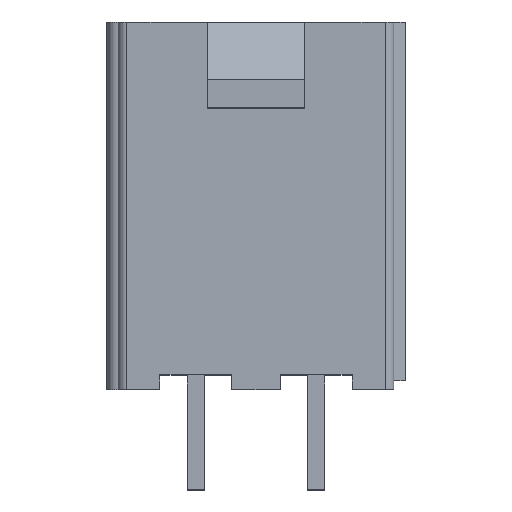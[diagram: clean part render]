
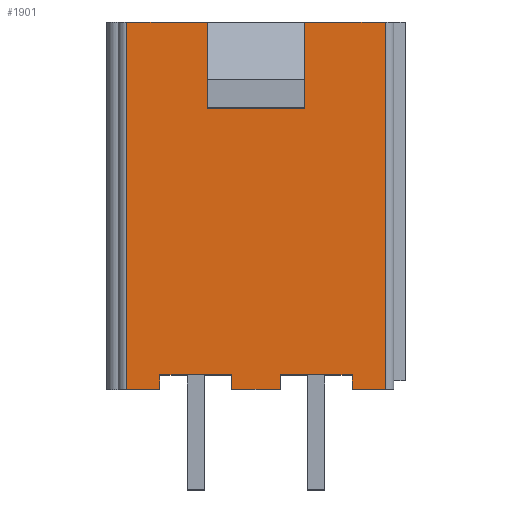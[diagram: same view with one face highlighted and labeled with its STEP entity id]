
A CAD part, top view. The second image highlights one B-rep face of the part: STEP entity #1901.
In plain terms, the highlighted planar face has unit normal (0, 0, 1).
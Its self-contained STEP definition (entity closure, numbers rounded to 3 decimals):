
#62=DIRECTION('',(0.,-1.,0.));
#63=VECTOR('',#62,12.8);
#64=CARTESIAN_POINT('',(4.5,12.8,4.8));
#65=LINE('',#64,#63);
#99=DIRECTION('',(-1.,0.,0.));
#100=VECTOR('',#99,1.15);
#101=CARTESIAN_POINT('',(4.5,0.,4.8));
#102=LINE('',#101,#100);
#103=DIRECTION('',(0.,1.,0.));
#104=VECTOR('',#103,0.5);
#105=CARTESIAN_POINT('',(3.35,0.,4.8));
#106=LINE('',#105,#104);
#107=DIRECTION('',(1.,0.,0.));
#108=VECTOR('',#107,2.5);
#109=CARTESIAN_POINT('',(0.85,0.5,4.8));
#110=LINE('',#109,#108);
#111=DIRECTION('',(0.,1.,0.));
#112=VECTOR('',#111,0.5);
#113=CARTESIAN_POINT('',(0.85,0.,4.8));
#114=LINE('',#113,#112);
#115=DIRECTION('',(-1.,0.,0.));
#116=VECTOR('',#115,1.7);
#117=CARTESIAN_POINT('',(0.85,0.,4.8));
#118=LINE('',#117,#116);
#119=DIRECTION('',(0.,1.,0.));
#120=VECTOR('',#119,0.5);
#121=CARTESIAN_POINT('',(-0.85,0.,4.8));
#122=LINE('',#121,#120);
#123=DIRECTION('',(1.,0.,0.));
#124=VECTOR('',#123,2.5);
#125=CARTESIAN_POINT('',(-3.35,0.5,4.8));
#126=LINE('',#125,#124);
#127=DIRECTION('',(0.,1.,0.));
#128=VECTOR('',#127,0.5);
#129=CARTESIAN_POINT('',(-3.35,0.,4.8));
#130=LINE('',#129,#128);
#131=DIRECTION('',(-1.,0.,0.));
#132=VECTOR('',#131,1.15);
#133=CARTESIAN_POINT('',(-3.35,0.,4.8));
#134=LINE('',#133,#132);
#135=DIRECTION('',(0.,-1.,0.));
#136=VECTOR('',#135,3.);
#137=CARTESIAN_POINT('',(-1.7,12.8,4.8));
#138=LINE('',#137,#136);
#139=DIRECTION('',(-1.,0.,0.));
#140=VECTOR('',#139,3.4);
#141=CARTESIAN_POINT('',(1.7,9.8,4.8));
#142=LINE('',#141,#140);
#143=DIRECTION('',(0.,-1.,0.));
#144=VECTOR('',#143,3.);
#145=CARTESIAN_POINT('',(1.7,12.8,4.8));
#146=LINE('',#145,#144);
#557=DIRECTION('',(-1.,0.,0.));
#558=VECTOR('',#557,2.8);
#559=CARTESIAN_POINT('',(4.5,12.8,4.8));
#560=LINE('',#559,#558);
#565=DIRECTION('',(-1.,0.,0.));
#566=VECTOR('',#565,2.8);
#567=CARTESIAN_POINT('',(-1.7,12.8,4.8));
#568=LINE('',#567,#566);
#1191=DIRECTION('',(0.,1.,0.));
#1192=VECTOR('',#1191,12.8);
#1193=CARTESIAN_POINT('',(-4.5,0.,4.8));
#1194=LINE('',#1193,#1192);
#1319=CARTESIAN_POINT('',(1.7,12.8,4.8));
#1320=CARTESIAN_POINT('',(1.7,9.8,4.8));
#1321=VERTEX_POINT('',#1319);
#1322=VERTEX_POINT('',#1320);
#1323=CARTESIAN_POINT('',(-1.7,12.8,4.8));
#1324=CARTESIAN_POINT('',(-1.7,9.8,4.8));
#1325=VERTEX_POINT('',#1323);
#1326=VERTEX_POINT('',#1324);
#1368=CARTESIAN_POINT('',(-0.85,0.,4.8));
#1370=VERTEX_POINT('',#1368);
#1372=CARTESIAN_POINT('',(-3.35,0.,4.8));
#1374=VERTEX_POINT('',#1372);
#1375=CARTESIAN_POINT('',(-0.85,0.5,4.8));
#1376=VERTEX_POINT('',#1375);
#1377=CARTESIAN_POINT('',(-3.35,0.5,4.8));
#1378=VERTEX_POINT('',#1377);
#1388=CARTESIAN_POINT('',(3.35,0.,4.8));
#1390=VERTEX_POINT('',#1388);
#1392=CARTESIAN_POINT('',(0.85,0.,4.8));
#1394=VERTEX_POINT('',#1392);
#1395=CARTESIAN_POINT('',(3.35,0.5,4.8));
#1396=VERTEX_POINT('',#1395);
#1397=CARTESIAN_POINT('',(0.85,0.5,4.8));
#1398=VERTEX_POINT('',#1397);
#1697=CARTESIAN_POINT('',(4.5,0.,4.8));
#1698=VERTEX_POINT('',#1697);
#1699=CARTESIAN_POINT('',(4.5,12.8,4.8));
#1700=VERTEX_POINT('',#1699);
#1713=CARTESIAN_POINT('',(-4.5,12.8,4.8));
#1714=VERTEX_POINT('',#1713);
#1715=CARTESIAN_POINT('',(-4.5,0.,4.8));
#1716=VERTEX_POINT('',#1715);
#1867=CARTESIAN_POINT('',(4.8,0.,4.8));
#1868=DIRECTION('',(0.,0.,1.));
#1869=DIRECTION('',(0.,1.,0.));
#1870=AXIS2_PLACEMENT_3D('',#1867,#1868,#1869);
#1871=PLANE('',#1870);
#1872=ORIENTED_EDGE('',*,*,#1779,.T.);
#1873=ORIENTED_EDGE('',*,*,#1813,.T.);
#1875=ORIENTED_EDGE('',*,*,#1874,.T.);
#1877=ORIENTED_EDGE('',*,*,#1876,.F.);
#1878=ORIENTED_EDGE('',*,*,#1842,.F.);
#1879=ORIENTED_EDGE('',*,*,#1797,.T.);
#1881=ORIENTED_EDGE('',*,*,#1880,.T.);
#1883=ORIENTED_EDGE('',*,*,#1882,.F.);
#1885=ORIENTED_EDGE('',*,*,#1884,.F.);
#1886=ORIENTED_EDGE('',*,*,#1825,.T.);
#1888=ORIENTED_EDGE('',*,*,#1887,.T.);
#1890=ORIENTED_EDGE('',*,*,#1889,.F.);
#1892=ORIENTED_EDGE('',*,*,#1891,.T.);
#1894=ORIENTED_EDGE('',*,*,#1893,.F.);
#1896=ORIENTED_EDGE('',*,*,#1895,.F.);
#1898=ORIENTED_EDGE('',*,*,#1897,.F.);
#1899=EDGE_LOOP('',(#1872,#1873,#1875,#1877,#1878,#1879,#1881,#1883,#1885,#1886,
#1888,#1890,#1892,#1894,#1896,#1898));
#1900=FACE_OUTER_BOUND('',#1899,.F.);
#1901=ADVANCED_FACE('',(#1900),#1871,.T.);
#1779=EDGE_CURVE('',#1700,#1698,#65,.T.);
#1797=EDGE_CURVE('',#1394,#1370,#118,.T.);
#1813=EDGE_CURVE('',#1698,#1390,#102,.T.);
#1825=EDGE_CURVE('',#1374,#1716,#134,.T.);
#1842=EDGE_CURVE('',#1394,#1398,#114,.T.);
#1874=EDGE_CURVE('',#1390,#1396,#106,.T.);
#1876=EDGE_CURVE('',#1398,#1396,#110,.T.);
#1880=EDGE_CURVE('',#1370,#1376,#122,.T.);
#1882=EDGE_CURVE('',#1378,#1376,#126,.T.);
#1884=EDGE_CURVE('',#1374,#1378,#130,.T.);
#1887=EDGE_CURVE('',#1716,#1714,#1194,.T.);
#1889=EDGE_CURVE('',#1325,#1714,#568,.T.);
#1891=EDGE_CURVE('',#1325,#1326,#138,.T.);
#1893=EDGE_CURVE('',#1322,#1326,#142,.T.);
#1895=EDGE_CURVE('',#1321,#1322,#146,.T.);
#1897=EDGE_CURVE('',#1700,#1321,#560,.T.);
